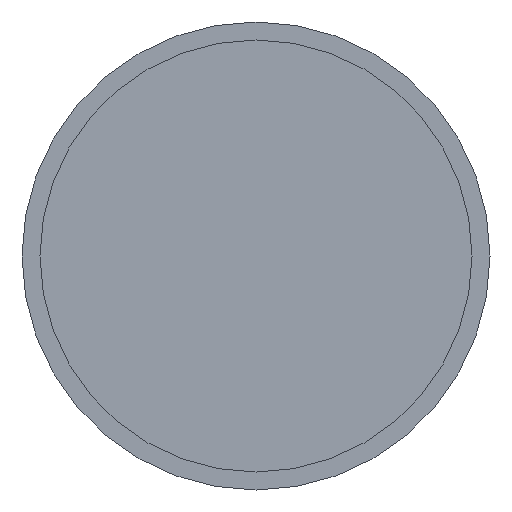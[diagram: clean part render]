
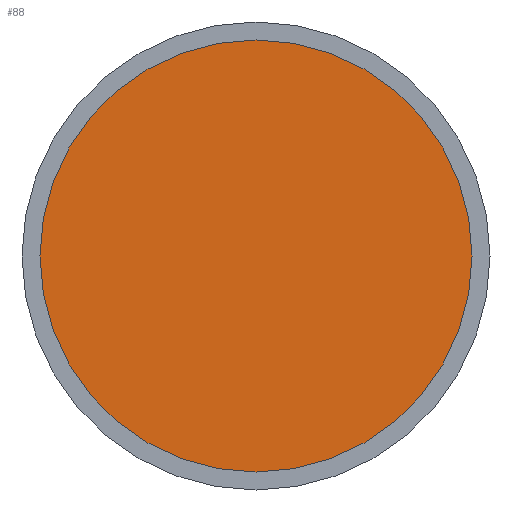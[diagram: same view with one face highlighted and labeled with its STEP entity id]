
A CAD part, front view. The second image highlights one B-rep face of the part: STEP entity #88.
In plain terms, the highlighted planar face has unit normal (0, -1, 0).
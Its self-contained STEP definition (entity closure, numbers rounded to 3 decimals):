
#88 = ADVANCED_FACE( '', ( #193 ), #194, .F. );
#193 = FACE_OUTER_BOUND( '', #342, .T. );
#194 = PLANE( '', #343 );
#342 = EDGE_LOOP( '', ( #519 ) );
#343 = AXIS2_PLACEMENT_3D( '', #520, #521, #522 );
#519 = ORIENTED_EDGE( '', *, *, #689, .T. );
#520 = CARTESIAN_POINT( '', ( 30., 3., 0. ) );
#521 = DIRECTION( '', ( 0., 1., 0. ) );
#522 = DIRECTION( '', ( 0., 0., 1. ) );
#689 = EDGE_CURVE( '', #807, #807, #808, .T. );
#807 = VERTEX_POINT( '', #952 );
#808 = CIRCLE( '', #953, 30. );
#952 = CARTESIAN_POINT( '', ( 0., 3., -30. ) );
#953 = AXIS2_PLACEMENT_3D( '', #1076, #1077, #1078 );
#1076 = CARTESIAN_POINT( '', ( 0., 3., 0. ) );
#1077 = DIRECTION( '', ( 0., -1., 0. ) );
#1078 = DIRECTION( '', ( 0., 0., -1. ) );
